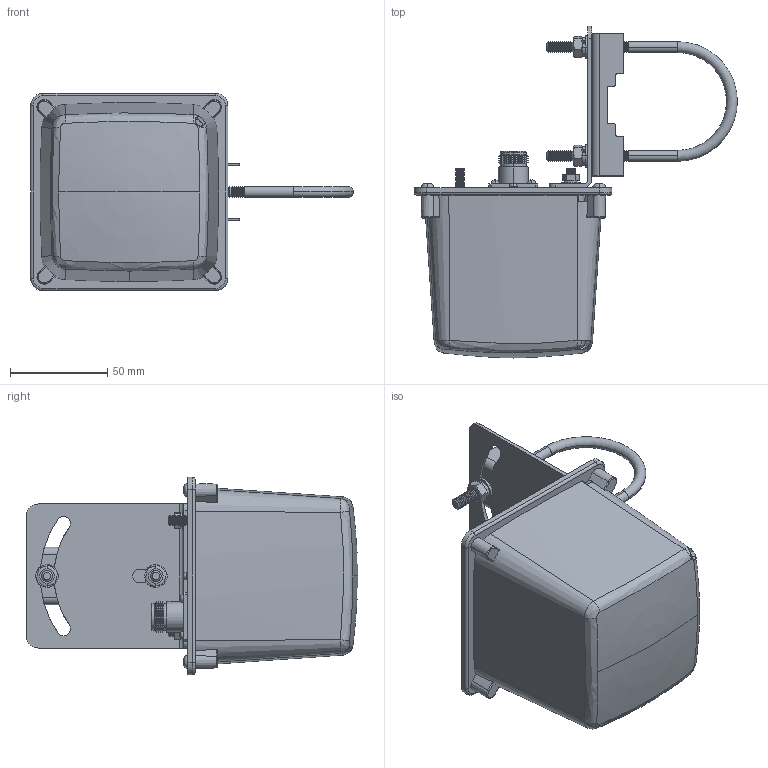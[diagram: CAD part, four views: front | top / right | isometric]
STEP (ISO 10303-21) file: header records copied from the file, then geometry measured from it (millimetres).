
FILE_DESCRIPTION (( 'STEP AP214' ), '1' );
FILE_NAME ('HG2412P_3D.step', '2025-11-19T16:32:05', ( '' ), ( '' ), 'SwSTEP 2.0', 'SolidWorks 2025', '' );
FILE_SCHEMA (( 'AUTOMOTIVE_DESIGN' ));
Length unit declared in the file: inch
Products named in the file (1): HG2412P_3D
Bounding box: 166.15 x 170.84 x 101.6 mm (x, y, z)
Volume: 109987.8 mm3; surface area: 114193.8 mm2
Topology: 2 solids, 2 shells, 933 faces, 2237 edges, 1325 vertices
Faces by surface type: cone 456, plane 299, cylinder 119, torus 42, bspline 17
Entity records: 28104 total; most frequent: CARTESIAN_POINT 6431, DIRECTION 4678, ORIENTED_EDGE 4462, EDGE_CURVE 2231, AXIS2_PLACEMENT_3D 1776, VERTEX_POINT 1325, VECTOR 1126, LINE 1126
